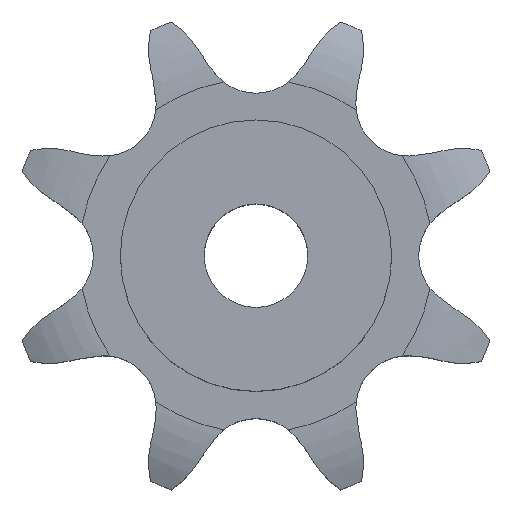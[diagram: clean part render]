
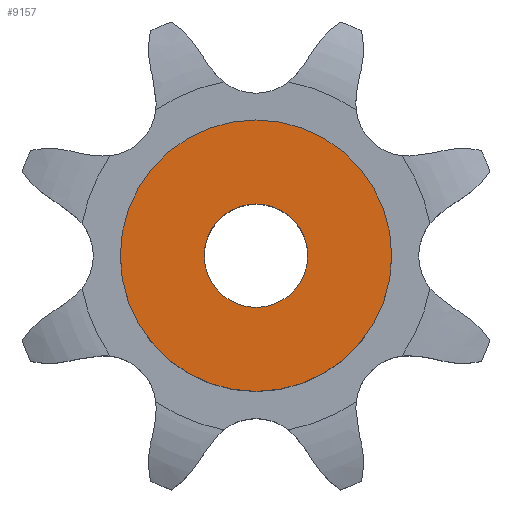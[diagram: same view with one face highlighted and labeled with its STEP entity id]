
A CAD part, top view. The second image highlights one B-rep face of the part: STEP entity #9157.
In plain terms, the highlighted planar face has unit normal (0, 0, 1).
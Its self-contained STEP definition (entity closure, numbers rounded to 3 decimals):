
#1743 = CYLINDRICAL_SURFACE('',#1744,21.);
#1744 = AXIS2_PLACEMENT_3D('',#1745,#1746,#1747);
#1745 = CARTESIAN_POINT('',(0.,0.,0.));
#1746 = DIRECTION('',(-0.,-0.,-1.));
#1747 = DIRECTION('',(1.,0.,0.));
#6044 = VERTEX_POINT('',#6045);
#6045 = CARTESIAN_POINT('',(21.,0.,35.));
#6066 = EDGE_CURVE('',#6044,#6044,#6067,.T.);
#6067 = SURFACE_CURVE('',#6068,(#6073,#6080),.PCURVE_S1.);
#6068 = CIRCLE('',#6069,21.);
#6069 = AXIS2_PLACEMENT_3D('',#6070,#6071,#6072);
#6070 = CARTESIAN_POINT('',(0.,0.,35.));
#6071 = DIRECTION('',(0.,0.,1.));
#6072 = DIRECTION('',(1.,0.,0.));
#6073 = PCURVE('',#1743,#6074);
#6074 = DEFINITIONAL_REPRESENTATION('',(#6075),#6079);
#6075 = LINE('',#6076,#6077);
#6076 = CARTESIAN_POINT('',(-0.,-35.));
#6077 = VECTOR('',#6078,1.);
#6078 = DIRECTION('',(-1.,0.));
#6079 = ( GEOMETRIC_REPRESENTATION_CONTEXT(2) 
PARAMETRIC_REPRESENTATION_CONTEXT() REPRESENTATION_CONTEXT('2D SPACE',''
  ) );
#6080 = PCURVE('',#6081,#6086);
#6081 = PLANE('',#6082);
#6082 = AXIS2_PLACEMENT_3D('',#6083,#6084,#6085);
#6083 = CARTESIAN_POINT('',(0.,0.,35.)
  );
#6084 = DIRECTION('',(0.,0.,1.));
#6085 = DIRECTION('',(1.,0.,0.));
#6086 = DEFINITIONAL_REPRESENTATION('',(#6087),#6091);
#6087 = CIRCLE('',#6088,21.);
#6088 = AXIS2_PLACEMENT_2D('',#6089,#6090);
#6089 = CARTESIAN_POINT('',(0.,0.));
#6090 = DIRECTION('',(1.,0.));
#6091 = ( GEOMETRIC_REPRESENTATION_CONTEXT(2) 
PARAMETRIC_REPRESENTATION_CONTEXT() REPRESENTATION_CONTEXT('2D SPACE',''
  ) );
#7963 = CYLINDRICAL_SURFACE('',#7964,8.);
#7964 = AXIS2_PLACEMENT_3D('',#7965,#7966,#7967);
#7965 = CARTESIAN_POINT('',(0.,0.,143.761));
#7966 = DIRECTION('',(0.,0.,1.));
#7967 = DIRECTION('',(1.,0.,0.));
#9157 = ADVANCED_FACE('',(#9158,#9161),#6081,.T.);
#9158 = FACE_BOUND('',#9159,.T.);
#9159 = EDGE_LOOP('',(#9160));
#9160 = ORIENTED_EDGE('',*,*,#6066,.T.);
#9161 = FACE_BOUND('',#9162,.T.);
#9162 = EDGE_LOOP('',(#9163));
#9163 = ORIENTED_EDGE('',*,*,#9164,.F.);
#9164 = EDGE_CURVE('',#9165,#9165,#9167,.T.);
#9165 = VERTEX_POINT('',#9166);
#9166 = CARTESIAN_POINT('',(8.,0.,35.));
#9167 = SURFACE_CURVE('',#9168,(#9173,#9180),.PCURVE_S1.);
#9168 = CIRCLE('',#9169,8.);
#9169 = AXIS2_PLACEMENT_3D('',#9170,#9171,#9172);
#9170 = CARTESIAN_POINT('',(0.,0.,35.));
#9171 = DIRECTION('',(0.,0.,1.));
#9172 = DIRECTION('',(1.,0.,0.));
#9173 = PCURVE('',#6081,#9174);
#9174 = DEFINITIONAL_REPRESENTATION('',(#9175),#9179);
#9175 = CIRCLE('',#9176,8.);
#9176 = AXIS2_PLACEMENT_2D('',#9177,#9178);
#9177 = CARTESIAN_POINT('',(0.,0.));
#9178 = DIRECTION('',(1.,0.));
#9179 = ( GEOMETRIC_REPRESENTATION_CONTEXT(2) 
PARAMETRIC_REPRESENTATION_CONTEXT() REPRESENTATION_CONTEXT('2D SPACE',''
  ) );
#9180 = PCURVE('',#7963,#9181);
#9181 = DEFINITIONAL_REPRESENTATION('',(#9182),#9186);
#9182 = LINE('',#9183,#9184);
#9183 = CARTESIAN_POINT('',(0.,-108.761));
#9184 = VECTOR('',#9185,1.);
#9185 = DIRECTION('',(1.,0.));
#9186 = ( GEOMETRIC_REPRESENTATION_CONTEXT(2) 
PARAMETRIC_REPRESENTATION_CONTEXT() REPRESENTATION_CONTEXT('2D SPACE',''
  ) );
